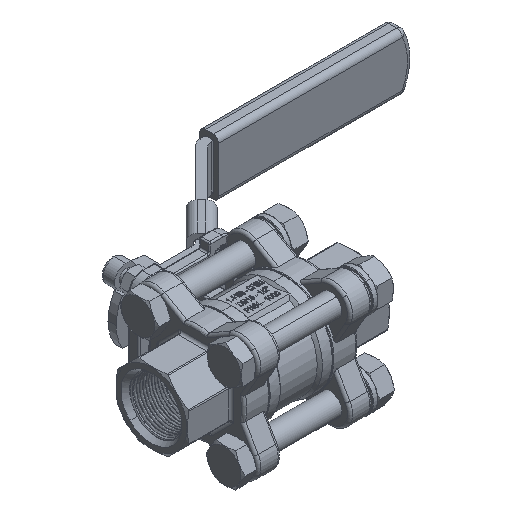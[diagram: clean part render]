
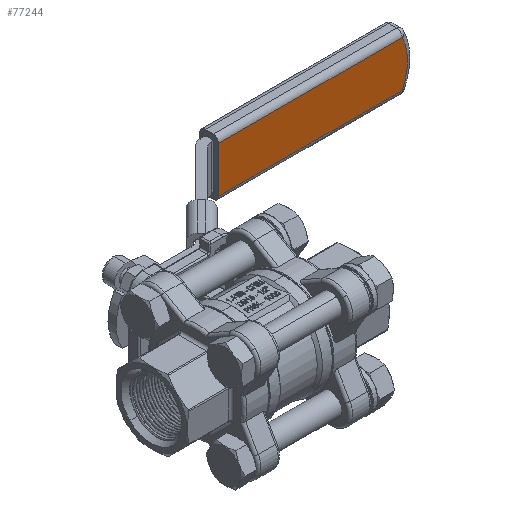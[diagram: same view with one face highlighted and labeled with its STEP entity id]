
A CAD part, isometric view. The second image highlights one B-rep face of the part: STEP entity #77244.
In plain terms, the highlighted planar face has unit normal (0, -1, 0).
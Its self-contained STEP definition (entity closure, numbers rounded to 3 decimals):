
#77191 = EDGE_CURVE ( 'NONE', #77196, #77192, #105054, .T. ) ;
#77192 = VERTEX_POINT ( 'NONE', #105116 ) ;
#77196 = VERTEX_POINT ( 'NONE', #105110 ) ;
#77244 = ADVANCED_FACE ( 'NONE', ( #105091 ), #105137, .F. ) ;
#77247 = EDGE_LOOP ( 'NONE', ( #77249, #77251, #108131, #108123 ) ) ;
#77249 = ORIENTED_EDGE ( 'NONE', *, *, #77191, .F. ) ;
#77251 = ORIENTED_EDGE ( 'NONE', *, *, #77253, .T. ) ;
#77253 = EDGE_CURVE ( 'NONE', #77196, #108148, #105132, .T. ) ;
#105054 = LINE ( 'NONE', #105119, #105118 ) ;
#105091 = FACE_OUTER_BOUND ( 'NONE', #77247, .T. ) ;
#105110 = CARTESIAN_POINT ( 'NONE',  ( 51.398, 64., -8.5 ) ) ;
#105116 = CARTESIAN_POINT ( 'NONE',  ( 51.398, 64., 8.5 ) ) ;
#105117 = DIRECTION ( 'NONE',  ( 0., 0., 1. ) ) ;
#105118 = VECTOR ( 'NONE', #105117, 1000. ) ;
#105119 = CARTESIAN_POINT ( 'NONE',  ( 51.398, 64., -10.5 ) ) ;
#105129 = DIRECTION ( 'NONE',  ( 1., 0., 0. ) ) ;
#105130 = VECTOR ( 'NONE', #105129, 1000. ) ;
#105131 = CARTESIAN_POINT ( 'NONE',  ( 101.798, 64., -8.5 ) ) ;
#105132 = LINE ( 'NONE', #105131, #105130 ) ;
#105133 = DIRECTION ( 'NONE',  ( 0., 0., 1. ) ) ;
#105134 = DIRECTION ( 'NONE',  ( 0., 1., 0. ) ) ;
#105135 = CARTESIAN_POINT ( 'NONE',  ( 101.798, 64., 0. ) ) ;
#105136 = AXIS2_PLACEMENT_3D ( 'NONE', #105135, #105134, #105133 ) ;
#105137 = PLANE ( 'NONE',  #105136 ) ;
#108123 = ORIENTED_EDGE ( 'NONE', *, *, #108137, .T. ) ;
#108131 = ORIENTED_EDGE ( 'NONE', *, *, #108143, .T. ) ;
#108137 = EDGE_CURVE ( 'NONE', #108145, #77192, #123058, .T. ) ;
#108143 = EDGE_CURVE ( 'NONE', #108148, #108145, #123054, .T. ) ;
#108145 = VERTEX_POINT ( 'NONE', #123049 ) ;
#108148 = VERTEX_POINT ( 'NONE', #123048 ) ;
#123048 = CARTESIAN_POINT ( 'NONE',  ( 119.459, 64., -8.5 ) ) ;
#123049 = CARTESIAN_POINT ( 'NONE',  ( 119.459, 64., 8.5 ) ) ;
#123050 = DIRECTION ( 'NONE',  ( 0., 0., 1. ) ) ;
#123051 = DIRECTION ( 'NONE',  ( 0., -1., 0. ) ) ;
#123052 = CARTESIAN_POINT ( 'NONE',  ( 101.798, 64., 0. ) ) ;
#123053 = AXIS2_PLACEMENT_3D ( 'NONE', #123052, #123051, #123050 ) ;
#123054 = CIRCLE ( 'NONE', #123053, 19.6 ) ;
#123055 = DIRECTION ( 'NONE',  ( -1., 0., 0. ) ) ;
#123056 = VECTOR ( 'NONE', #123055, 1000. ) ;
#123057 = CARTESIAN_POINT ( 'NONE',  ( 101.798, 64., 8.5 ) ) ;
#123058 = LINE ( 'NONE', #123057, #123056 ) ;
